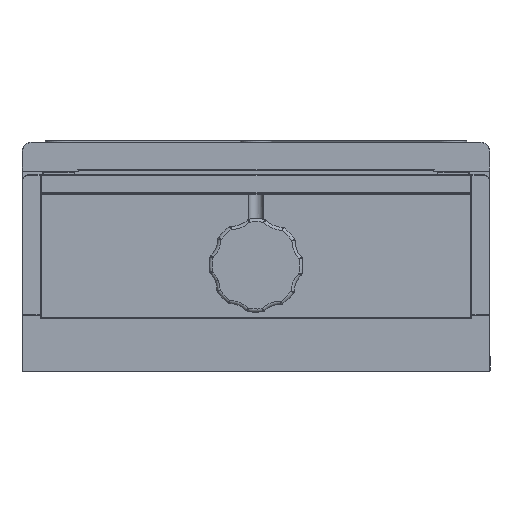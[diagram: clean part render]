
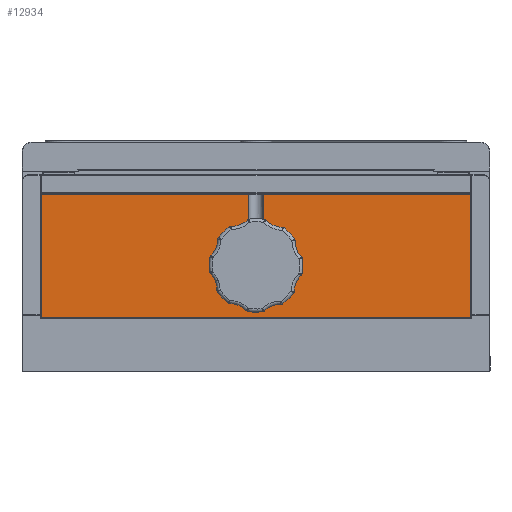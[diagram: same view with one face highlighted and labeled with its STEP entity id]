
A CAD part, front view. The second image highlights one B-rep face of the part: STEP entity #12934.
In plain terms, the highlighted planar face has unit normal (0, -1, 0).
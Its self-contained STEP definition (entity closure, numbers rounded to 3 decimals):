
#11 = EDGE_CURVE ( 'NONE', #62416, #71983, #42198, .T. ) ;
#177 = DIRECTION ( 'NONE',  ( -1., 0., 0. ) ) ;
#187 = DIRECTION ( 'NONE',  ( 1., 0., 0. ) ) ;
#372 = CIRCLE ( 'NONE', #17245, 7.95 ) ;
#1092 = DIRECTION ( 'NONE',  ( 0., 0., -1. ) ) ;
#1732 = DIRECTION ( 'NONE',  ( 1., 0., 0. ) ) ;
#3166 = CIRCLE ( 'NONE', #44767, 7.95 ) ;
#4156 = EDGE_CURVE ( 'NONE', #60020, #69580, #41093, .T. ) ;
#5215 = EDGE_CURVE ( 'NONE', #70524, #62416, #55146, .T. ) ;
#5629 = EDGE_LOOP ( 'NONE', ( #73066, #28784, #45242, #69907, #73460, #68228, #12105, #13700, #70607, #42251 ) ) ;
#5669 = LINE ( 'NONE', #79742, #40231 ) ;
#5872 = EDGE_CURVE ( 'NONE', #12347, #71736, #5669, .T. ) ;
#6016 = VERTEX_POINT ( 'NONE', #75954 ) ;
#6207 = CARTESIAN_POINT ( 'NONE',  ( -62.635, -109.969, 12.047 ) ) ;
#10989 = VECTOR ( 'NONE', #46153, 1000. ) ;
#11126 = EDGE_CURVE ( 'NONE', #71983, #14909, #3166, .T. ) ;
#12105 = ORIENTED_EDGE ( 'NONE', *, *, #65927, .T. ) ;
#12347 = VERTEX_POINT ( 'NONE', #72061 ) ;
#12744 = CARTESIAN_POINT ( 'NONE',  ( -68.135, -109.969, 34.847 ) ) ;
#12934 = ADVANCED_FACE ( 'NONE', ( #58054 ), #51934, .F. ) ;
#13700 = ORIENTED_EDGE ( 'NONE', *, *, #4156, .T. ) ;
#14909 = VERTEX_POINT ( 'NONE', #6207 ) ;
#17245 = AXIS2_PLACEMENT_3D ( 'NONE', #33462, #33059, #1732 ) ;
#20584 = CARTESIAN_POINT ( 'NONE',  ( -139.385, -109.969, -4.953 ) ) ;
#20985 = DIRECTION ( 'NONE',  ( 1., 0., 0. ) ) ;
#22578 = VECTOR ( 'NONE', #70155, 1000. ) ;
#25500 = CARTESIAN_POINT ( 'NONE',  ( -145.585, -109.969, -4.953 ) ) ;
#26638 = CARTESIAN_POINT ( 'NONE',  ( -145.585, -109.969, 34.847 ) ) ;
#27113 = CARTESIAN_POINT ( 'NONE',  ( -70.585, -109.969, 12.047 ) ) ;
#28784 = ORIENTED_EDGE ( 'NONE', *, *, #11126, .T. ) ;
#31910 = CARTESIAN_POINT ( 'NONE',  ( -70.585, -109.969, 12.047 ) ) ;
#32415 = DIRECTION ( 'NONE',  ( 1., 0., 0. ) ) ;
#32728 = CARTESIAN_POINT ( 'NONE',  ( -1.785, -109.969, 35.047 ) ) ;
#33059 = DIRECTION ( 'NONE',  ( 0., 1., 0. ) ) ;
#33462 = CARTESIAN_POINT ( 'NONE',  ( -70.585, -109.969, 12.047 ) ) ;
#37680 = VECTOR ( 'NONE', #73150, 1000. ) ;
#38914 = LINE ( 'NONE', #20584, #71326 ) ;
#40231 = VECTOR ( 'NONE', #54956, 1000. ) ;
#41093 = LINE ( 'NONE', #78934, #46214 ) ;
#41613 = AXIS2_PLACEMENT_3D ( 'NONE', #27113, #76757, #20985 ) ;
#42198 = LINE ( 'NONE', #54432, #37680 ) ;
#42251 = ORIENTED_EDGE ( 'NONE', *, *, #5215, .T. ) ;
#43326 = DIRECTION ( 'NONE',  ( 0., 1., 0. ) ) ;
#44025 = CARTESIAN_POINT ( 'NONE',  ( -1.785, -109.969, 34.847 ) ) ;
#44767 = AXIS2_PLACEMENT_3D ( 'NONE', #31910, #43326, #187 ) ;
#44981 = VERTEX_POINT ( 'NONE', #57972 ) ;
#45242 = ORIENTED_EDGE ( 'NONE', *, *, #77346, .T. ) ;
#46153 = DIRECTION ( 'NONE',  ( -1., 0., 0. ) ) ;
#46214 = VECTOR ( 'NONE', #65928, 1000. ) ;
#50449 = EDGE_CURVE ( 'NONE', #6016, #12347, #57211, .T. ) ;
#50695 = AXIS2_PLACEMENT_3D ( 'NONE', #25500, #70260, #32415 ) ;
#51934 = PLANE ( 'NONE',  #50695 ) ;
#54432 = CARTESIAN_POINT ( 'NONE',  ( -68.135, -109.969, -4.953 ) ) ;
#54956 = DIRECTION ( 'NONE',  ( 0., 0., 1. ) ) ;
#55146 = LINE ( 'NONE', #55946, #55599 ) ;
#55326 = EDGE_CURVE ( 'NONE', #71736, #44981, #76274, .T. ) ;
#55599 = VECTOR ( 'NONE', #177, 1000. ) ;
#55946 = CARTESIAN_POINT ( 'NONE',  ( -145.585, -109.969, 34.847 ) ) ;
#57211 = CIRCLE ( 'NONE', #41613, 7.95 ) ;
#57972 = CARTESIAN_POINT ( 'NONE',  ( -139.385, -109.969, 34.847 ) ) ;
#58054 = FACE_OUTER_BOUND ( 'NONE', #5629, .T. ) ;
#60020 = VERTEX_POINT ( 'NONE', #72899 ) ;
#61420 = CARTESIAN_POINT ( 'NONE',  ( -1.785, -109.969, -4.753 ) ) ;
#62416 = VERTEX_POINT ( 'NONE', #12744 ) ;
#63566 = CARTESIAN_POINT ( 'NONE',  ( -73.035, -109.969, 34.847 ) ) ;
#64464 = LINE ( 'NONE', #32728, #22578 ) ;
#65927 = EDGE_CURVE ( 'NONE', #44981, #60020, #38914, .T. ) ;
#65928 = DIRECTION ( 'NONE',  ( 1., 0., 0. ) ) ;
#68228 = ORIENTED_EDGE ( 'NONE', *, *, #55326, .T. ) ;
#69580 = VERTEX_POINT ( 'NONE', #61420 ) ;
#69907 = ORIENTED_EDGE ( 'NONE', *, *, #50449, .T. ) ;
#70155 = DIRECTION ( 'NONE',  ( 0., 0., 1. ) ) ;
#70260 = DIRECTION ( 'NONE',  ( 0., 1., 0. ) ) ;
#70524 = VERTEX_POINT ( 'NONE', #44025 ) ;
#70607 = ORIENTED_EDGE ( 'NONE', *, *, #78931, .T. ) ;
#71326 = VECTOR ( 'NONE', #1092, 1000. ) ;
#71736 = VERTEX_POINT ( 'NONE', #63566 ) ;
#71983 = VERTEX_POINT ( 'NONE', #73275 ) ;
#72061 = CARTESIAN_POINT ( 'NONE',  ( -73.035, -109.969, 19.61 ) ) ;
#72899 = CARTESIAN_POINT ( 'NONE',  ( -139.385, -109.969, -4.753 ) ) ;
#73066 = ORIENTED_EDGE ( 'NONE', *, *, #11, .T. ) ;
#73150 = DIRECTION ( 'NONE',  ( 0., 0., -1. ) ) ;
#73275 = CARTESIAN_POINT ( 'NONE',  ( -68.135, -109.969, 19.61 ) ) ;
#73460 = ORIENTED_EDGE ( 'NONE', *, *, #5872, .T. ) ;
#75954 = CARTESIAN_POINT ( 'NONE',  ( -78.535, -109.969, 12.047 ) ) ;
#76274 = LINE ( 'NONE', #26638, #10989 ) ;
#76757 = DIRECTION ( 'NONE',  ( 0., 1., 0. ) ) ;
#77346 = EDGE_CURVE ( 'NONE', #14909, #6016, #372, .T. ) ;
#78931 = EDGE_CURVE ( 'NONE', #69580, #70524, #64464, .T. ) ;
#78934 = CARTESIAN_POINT ( 'NONE',  ( -1.585, -109.969, -4.753 ) ) ;
#79742 = CARTESIAN_POINT ( 'NONE',  ( -73.035, -109.969, -4.953 ) ) ;
